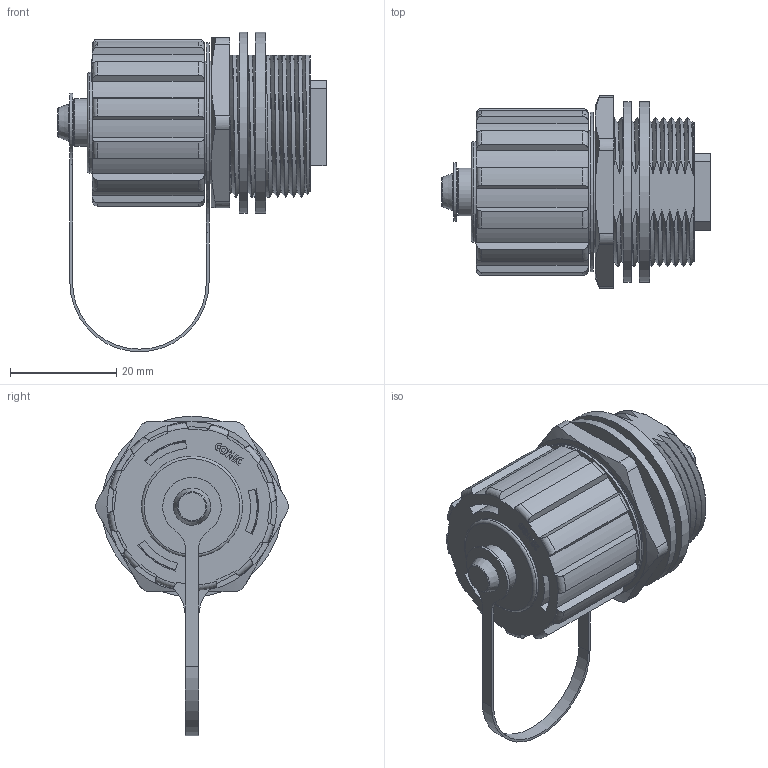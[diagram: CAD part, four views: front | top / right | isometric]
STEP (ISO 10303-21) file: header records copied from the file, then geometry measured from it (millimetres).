
FILE_DESCRIPTION((''),'2;1');
FILE_NAME('17-10011.stp','2010-01-13T11:08:00',('Vincent'),(''),'Autodesk Inventor 2009','Autodesk Inventor 2009','');
FILE_SCHEMA(('AUTOMOTIVE_DESIGN { 1 0 10303 214 1 1 1 1 }'));
Length unit declared in the file: millimetre
Products named in the file (1): 17-10011
Bounding box: 50.41 x 36.18 x 60.08 mm (x, y, z)
Volume: 21886.1 mm3; surface area: 22848 mm2
Topology: 11 solids, 11 shells, 1549 faces, 4197 edges, 2756 vertices
Faces by surface type: plane 993, bspline 266, cylinder 244, torus 36, cone 10
Full cylindrical faces by diameter (mm): 0.7 x16, 1 x4, 2.55 x3, 3 x2, 5.5 x1, 6.1 x1, 9 x1, 10 x1, 19 x1, 20.5 x1, 22 x1, 23 x1, 24.52 x1, 25 x1, 28 x1, 34 x2
Entity records: 60940 total; most frequent: CARTESIAN_POINT 23076, ORIENTED_EDGE 8250, DIRECTION 6805, EDGE_CURVE 4125, VECTOR 3049, LINE 3049, VERTEX_POINT 2728, AXIS2_PLACEMENT_3D 1878
